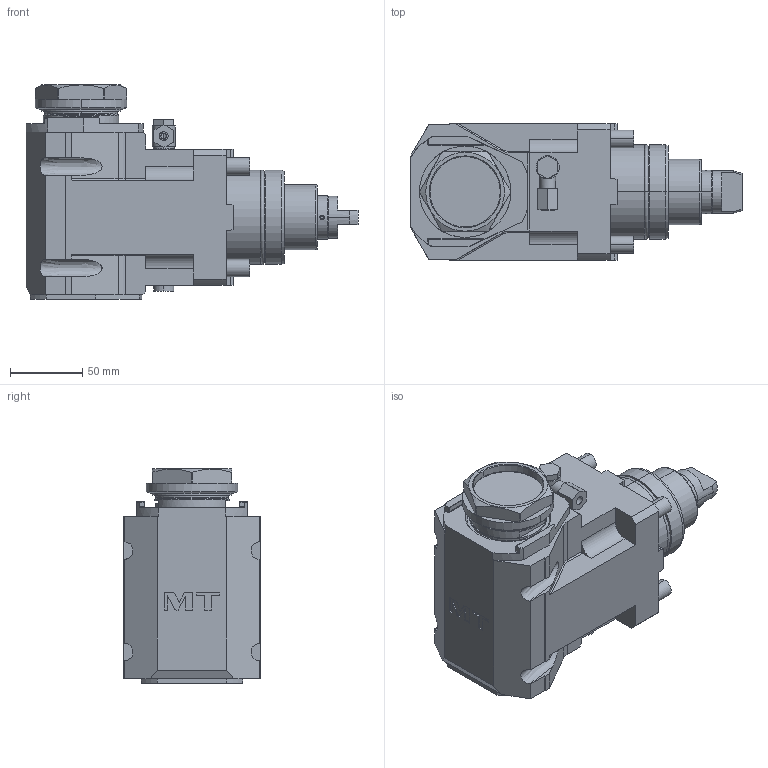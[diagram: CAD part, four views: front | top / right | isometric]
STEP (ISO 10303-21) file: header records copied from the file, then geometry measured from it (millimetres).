
FILE_DESCRIPTION((''),'2;1');
FILE_NAME('DWO3220150_CONF','2024-12-16T15:47:18',('fpalella'),('M.T. srl'),'CREO PARAMETRIC BY PTC INC, 2023352','CREO PARAMETRIC BY PTC INC, 2023352','');
FILE_SCHEMA(('CONFIG_CONTROL_DESIGN'));
Length unit declared in the file: millimetre
Products named in the file (1): DWO3220150_CONF
Bounding box: 229 x 94 x 148.05 mm (x, y, z)
Volume: 1476614.1 mm3; surface area: 114649 mm2
Topology: 2 solids, 2 shells, 397 faces, 985 edges, 628 vertices
Faces by surface type: plane 215, cylinder 120, cone 34, torus 22, bspline 4, extrusion 2
Entity records: 13101 total; most frequent: CARTESIAN_POINT 3486, DIRECTION 2019, ORIENTED_EDGE 1970, EDGE_CURVE 985, AXIS2_PLACEMENT_3D 705, VERTEX_POINT 628, VECTOR 609, LINE 607
